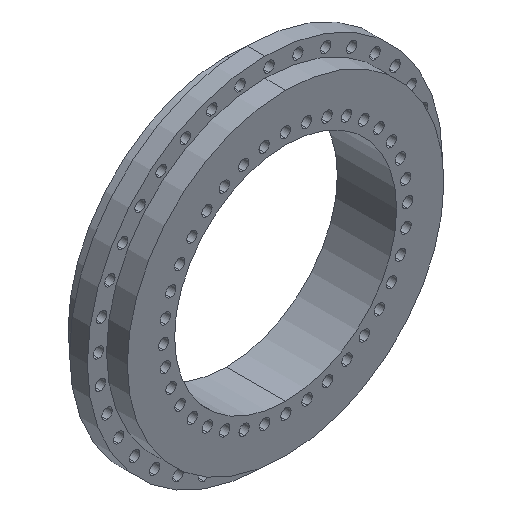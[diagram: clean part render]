
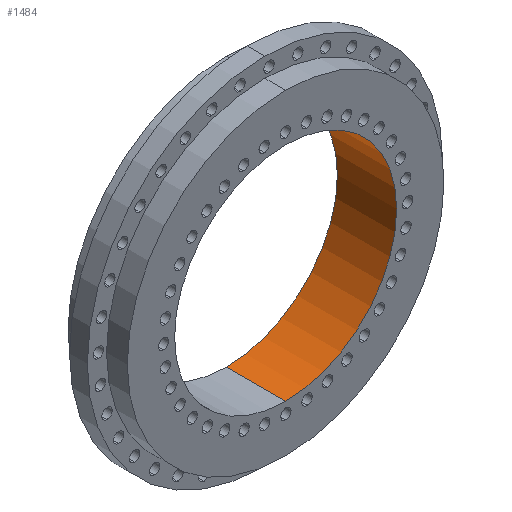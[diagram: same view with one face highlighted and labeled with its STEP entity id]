
A CAD part, isometric view. The second image highlights one B-rep face of the part: STEP entity #1484.
In plain terms, the highlighted cylindrical face has radius 75 mm (diameter 150 mm), a partial arc.
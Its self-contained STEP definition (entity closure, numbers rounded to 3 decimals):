
#590 = ORIENTED_EDGE ( 'NONE', *, *, #1441, .F. ) ;
#593 = ORIENTED_EDGE ( 'NONE', *, *, #1492, .T. ) ;
#594 = ORIENTED_EDGE ( 'NONE', *, *, #1544, .F. ) ;
#595 = ORIENTED_EDGE ( 'NONE', *, *, #1444, .T. ) ;
#1441 = EDGE_CURVE ( 'NONE', #3175, #3177, #5340, .T. ) ;
#1444 = EDGE_CURVE ( 'NONE', #3176, #3178, #5349, .T. ) ;
#1484 = ADVANCED_FACE ( 'NONE', ( #4993 ), #4951, .F. ) ;
#1492 = EDGE_CURVE ( 'NONE', #3178, #3177, #6481, .T. ) ;
#1544 = EDGE_CURVE ( 'NONE', #3176, #3175, #6533, .T. ) ;
#2687 = EDGE_LOOP ( 'NONE', ( #590, #594, #595, #593 ) ) ;
#3175 = VERTEX_POINT ( 'NONE', #7923 ) ;
#3176 = VERTEX_POINT ( 'NONE', #7924 ) ;
#3177 = VERTEX_POINT ( 'NONE', #7925 ) ;
#3178 = VERTEX_POINT ( 'NONE', #7926 ) ;
#4877 = VECTOR ( 'NONE', #5342, 1000. ) ;
#4880 = VECTOR ( 'NONE', #5351, 1000. ) ;
#4951 = CYLINDRICAL_SURFACE ( 'NONE', #4956, 75. ) ;
#4956 = AXIS2_PLACEMENT_3D ( 'NONE', #5470, #5471, #5472 ) ;
#4993 = FACE_OUTER_BOUND ( 'NONE', #2687, .T. ) ;
#5077 = AXIS2_PLACEMENT_3D ( 'NONE', #5496, #5497, #5498 ) ;
#5170 = AXIS2_PLACEMENT_3D ( 'NONE', #5652, #5653, #5654 ) ;
#5340 = LINE ( 'NONE', #5341, #4877 ) ;
#5341 = CARTESIAN_POINT ( 'NONE',  ( 0., 0., 75. ) ) ;
#5342 = DIRECTION ( 'NONE',  ( 0., -1., 0. ) ) ;
#5349 = LINE ( 'NONE', #5350, #4880 ) ;
#5350 = CARTESIAN_POINT ( 'NONE',  ( 0., 0., -75. ) ) ;
#5351 = DIRECTION ( 'NONE',  ( 0., -1., 0. ) ) ;
#5470 = CARTESIAN_POINT ( 'NONE',  ( 0., 0., 0. ) ) ;
#5471 = DIRECTION ( 'NONE',  ( 0., -1., 0. ) ) ;
#5472 = DIRECTION ( 'NONE',  ( 0., 0., -1. ) ) ;
#5496 = CARTESIAN_POINT ( 'NONE',  ( 0., 10.035, 0. ) ) ;
#5497 = DIRECTION ( 'NONE',  ( 0., -1., 0. ) ) ;
#5498 = DIRECTION ( 'NONE',  ( 0., 0., -1. ) ) ;
#5652 = CARTESIAN_POINT ( 'NONE',  ( 0., 50.035, 0. ) ) ;
#5653 = DIRECTION ( 'NONE',  ( 0., -1., 0. ) ) ;
#5654 = DIRECTION ( 'NONE',  ( 0., 0., -1. ) ) ;
#6481 = CIRCLE ( 'NONE', #5077, 75. ) ;
#6533 = CIRCLE ( 'NONE', #5170, 75. ) ;
#7923 = CARTESIAN_POINT ( 'NONE',  ( 0., 50.035, 75. ) ) ;
#7924 = CARTESIAN_POINT ( 'NONE',  ( 0., 50.035, -75. ) ) ;
#7925 = CARTESIAN_POINT ( 'NONE',  ( 0., 10.035, 75. ) ) ;
#7926 = CARTESIAN_POINT ( 'NONE',  ( 0., 10.035, -75. ) ) ;
